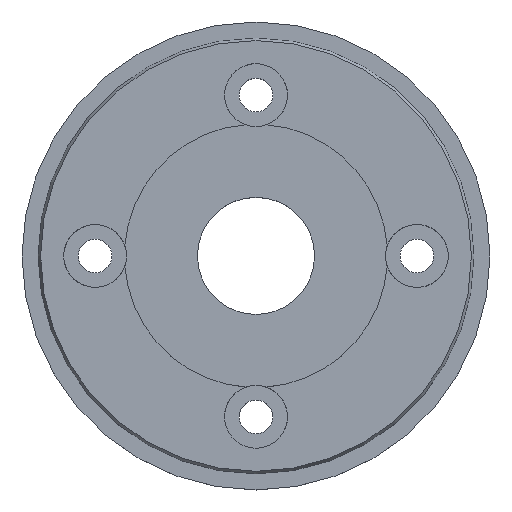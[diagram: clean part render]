
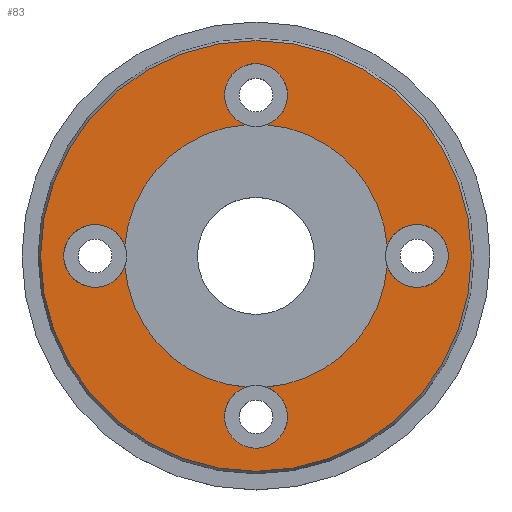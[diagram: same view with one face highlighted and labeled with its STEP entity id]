
A CAD part, top view. The second image highlights one B-rep face of the part: STEP entity #83.
In plain terms, the highlighted planar face has unit normal (0, 0, 1).
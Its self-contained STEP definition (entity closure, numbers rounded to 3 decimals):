
#83=ADVANCED_FACE('',(#128,#129),#106,.T.);
#106=PLANE('',#494);
#128=FACE_BOUND('',#188,.T.);
#129=FACE_BOUND('',#189,.T.);
#188=EDGE_LOOP('',(#260,#261,#262,#263,#264,#265,#266,#267));
#189=EDGE_LOOP('',(#268));
#260=ORIENTED_EDGE('',*,*,#397,.F.);
#261=ORIENTED_EDGE('',*,*,#377,.T.);
#262=ORIENTED_EDGE('',*,*,#398,.F.);
#263=ORIENTED_EDGE('',*,*,#381,.T.);
#264=ORIENTED_EDGE('',*,*,#399,.F.);
#265=ORIENTED_EDGE('',*,*,#385,.T.);
#266=ORIENTED_EDGE('',*,*,#400,.F.);
#267=ORIENTED_EDGE('',*,*,#395,.T.);
#268=ORIENTED_EDGE('',*,*,#401,.T.);
#336=VERTEX_POINT('',#703);
#337=VERTEX_POINT('',#704);
#340=VERTEX_POINT('',#712);
#341=VERTEX_POINT('',#713);
#344=VERTEX_POINT('',#721);
#345=VERTEX_POINT('',#722);
#354=VERTEX_POINT('',#744);
#355=VERTEX_POINT('',#746);
#356=VERTEX_POINT('',#754);
#377=EDGE_CURVE('',#336,#337,#426,.T.);
#381=EDGE_CURVE('',#340,#341,#428,.T.);
#385=EDGE_CURVE('',#344,#345,#430,.T.);
#395=EDGE_CURVE('',#355,#354,#437,.T.);
#397=EDGE_CURVE('',#336,#354,#438,.T.);
#398=EDGE_CURVE('',#340,#337,#439,.T.);
#399=EDGE_CURVE('',#344,#341,#440,.T.);
#400=EDGE_CURVE('',#355,#345,#441,.T.);
#401=EDGE_CURVE('',#356,#356,#442,.T.);
#426=CIRCLE('',#470,9.);
#428=CIRCLE('',#473,9.);
#430=CIRCLE('',#476,9.);
#437=CIRCLE('',#487,9.);
#438=CIRCLE('',#489,2.15);
#439=CIRCLE('',#490,2.15);
#440=CIRCLE('',#491,2.15);
#441=CIRCLE('',#492,2.15);
#442=CIRCLE('',#493,14.727);
#470=AXIS2_PLACEMENT_3D('',#702,#553,#554);
#473=AXIS2_PLACEMENT_3D('',#711,#561,#562);
#476=AXIS2_PLACEMENT_3D('',#720,#569,#570);
#487=AXIS2_PLACEMENT_3D('',#745,#594,#595);
#489=AXIS2_PLACEMENT_3D('',#749,#599,#600);
#490=AXIS2_PLACEMENT_3D('',#750,#601,#602);
#491=AXIS2_PLACEMENT_3D('',#751,#603,#604);
#492=AXIS2_PLACEMENT_3D('',#752,#605,#606);
#493=AXIS2_PLACEMENT_3D('',#753,#607,#608);
#494=AXIS2_PLACEMENT_3D('',#755,#609,#610);
#553=DIRECTION('',(0.,0.,-1.));
#554=DIRECTION('',(1.,0.,0.));
#561=DIRECTION('',(0.,0.,-1.));
#562=DIRECTION('',(1.,0.,0.));
#569=DIRECTION('',(0.,0.,-1.));
#570=DIRECTION('',(1.,0.,0.));
#594=DIRECTION('',(0.,0.,-1.));
#595=DIRECTION('',(1.,0.,0.));
#599=DIRECTION('',(0.,0.,1.));
#600=DIRECTION('',(1.,0.,0.));
#601=DIRECTION('',(0.,0.,1.));
#602=DIRECTION('',(1.,0.,0.));
#603=DIRECTION('',(0.,0.,1.));
#604=DIRECTION('',(1.,0.,0.));
#605=DIRECTION('',(0.,0.,1.));
#606=DIRECTION('',(1.,0.,0.));
#607=DIRECTION('',(0.,0.,1.));
#608=DIRECTION('',(1.,0.,0.));
#609=DIRECTION('',(0.,0.,1.));
#610=DIRECTION('',(1.,0.,0.));
#702=CARTESIAN_POINT('',(0.,0.,4.7));
#703=CARTESIAN_POINT('',(8.972,-0.713,4.7));
#704=CARTESIAN_POINT('',(0.713,-8.972,4.7));
#711=CARTESIAN_POINT('',(0.,0.,4.7));
#712=CARTESIAN_POINT('',(-0.713,-8.972,4.7));
#713=CARTESIAN_POINT('',(-8.972,-0.713,4.7));
#720=CARTESIAN_POINT('',(0.,0.,4.7));
#721=CARTESIAN_POINT('',(-8.972,0.713,4.7));
#722=CARTESIAN_POINT('',(-0.713,8.972,4.7));
#744=CARTESIAN_POINT('',(8.972,0.713,4.7));
#745=CARTESIAN_POINT('',(0.,0.,4.7));
#746=CARTESIAN_POINT('',(0.713,8.972,4.7));
#749=CARTESIAN_POINT('',(11.,0.,4.7));
#750=CARTESIAN_POINT('',(0.,-11.,4.7));
#751=CARTESIAN_POINT('',(-11.,0.,4.7));
#752=CARTESIAN_POINT('',(0.,11.,4.7));
#753=CARTESIAN_POINT('',(0.,0.,4.7));
#754=CARTESIAN_POINT('',(14.727,0.,4.7));
#755=CARTESIAN_POINT('',(0.,0.,4.7));
